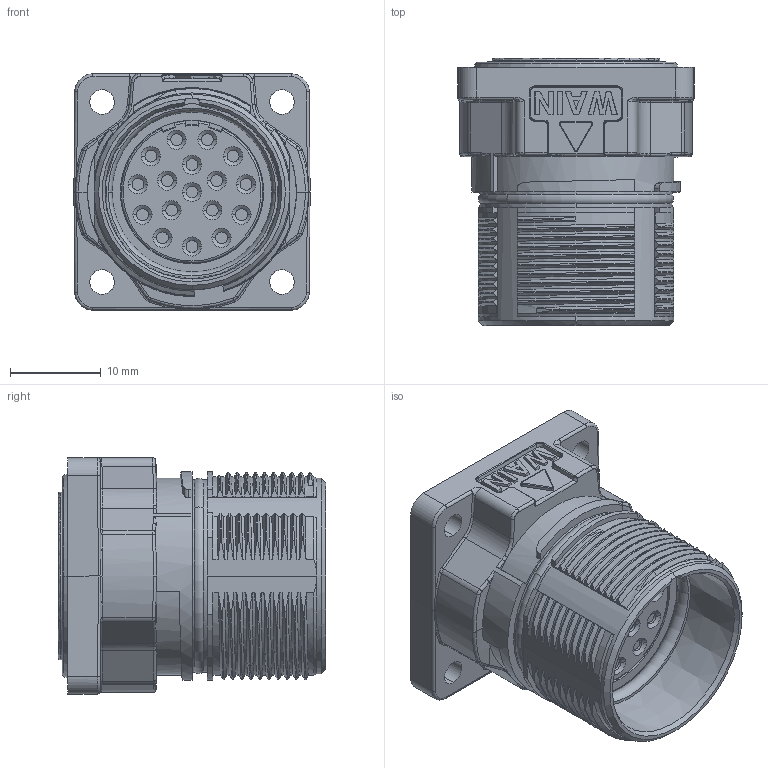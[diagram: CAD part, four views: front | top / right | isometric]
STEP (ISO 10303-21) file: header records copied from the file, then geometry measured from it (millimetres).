
FILE_DESCRIPTION((''),'2;1');
FILE_NAME('3D_1810173002001_MR23-017-BK26-','2020-12-16T',('tc.chen'),(''),'PRO/ENGINEER BY PARAMETRIC TECHNOLOGY CORPORATION, 2012480','PRO/ENGINEER BY PARAMETRIC TECHNOLOGY CORPORATION, 2012480','');
FILE_SCHEMA(('AUTOMOTIVE_DESIGN { 1 0 10303 214 1 1 1 1 }'));
Length unit declared in the file: millimetre
Products named in the file (1): 3D_1810173002001_MR23-017-BK26-
Bounding box: 26 x 29.4 x 26 mm (x, y, z)
Volume: 9899.6 mm3; surface area: 4849.1 mm2
Topology: 1 solids, 1 shells, 647 faces, 1849 edges, 1236 vertices
Faces by surface type: bspline 194, cylinder 185, plane 146, cone 67, extrusion 29, torus 26
Entity records: 36174 total; most frequent: CARTESIAN_POINT 14982, ORIENTED_EDGE 3698, DIRECTION 2329, EDGE_CURVE 1849, VERTEX_POINT 1236, FILL_AREA_STYLE_COLOUR 940, FILL_AREA_STYLE 940, SURFACE_STYLE_FILL_AREA 940
